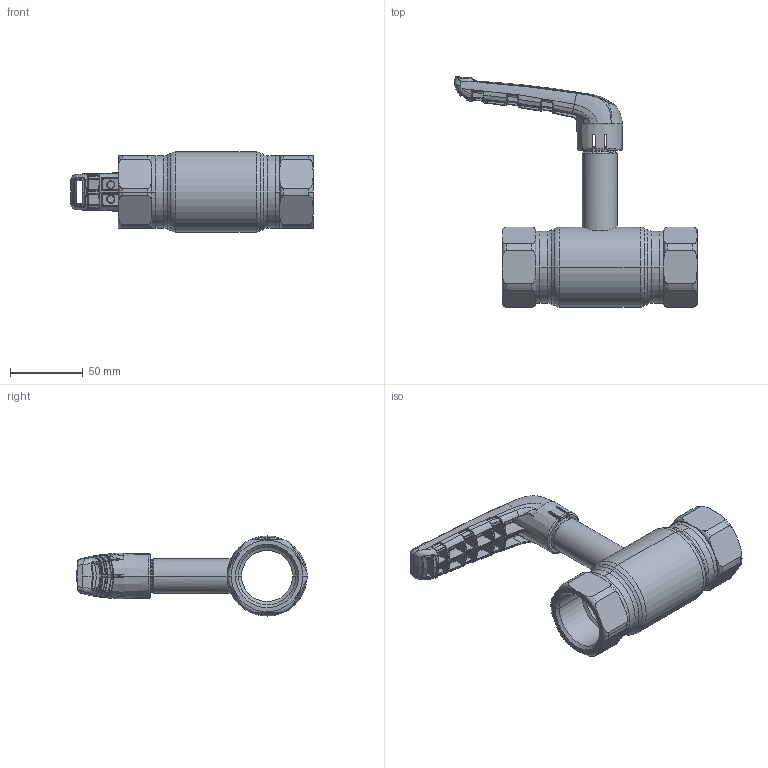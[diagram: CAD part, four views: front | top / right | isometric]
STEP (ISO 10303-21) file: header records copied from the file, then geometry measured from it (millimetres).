
FILE_DESCRIPTION (( 'STEP AP214' ), '1' );
FILE_NAME ('2032002001-xxxx.step', '2019-05-10T11:08:59', ( '' ), ( '' ), 'SwSTEP 2.0', 'SolidWorks 2017', '' );
FILE_SCHEMA (( 'AUTOMOTIVE_DESIGN' ));
Length unit declared in the file: millimetre
Products named in the file (1): 2032002001-xxxx
Bounding box: 166.57 x 158.06 x 55 mm (x, y, z)
Surface area: 53673.8 mm2 (no closed solid volume)
Topology: 0 solids, 8 shells, 736 faces, 2336 edges, 1512 vertices
Faces by surface type: bspline 556, plane 62, cylinder 52, torus 35, cone 23, sphere 8
Entity records: 57608 total; most frequent: CARTESIAN_POINT 34358, ORIENTED_EDGE 3848, EDGE_CURVE 2320, DIRECTION 1634, B_SPLINE_CURVE_WITH_KNOTS 1600, VERTEX_POINT 1504, EDGE_LOOP 757, UNCERTAINTY_MEASURE_WITH_UNIT 738
